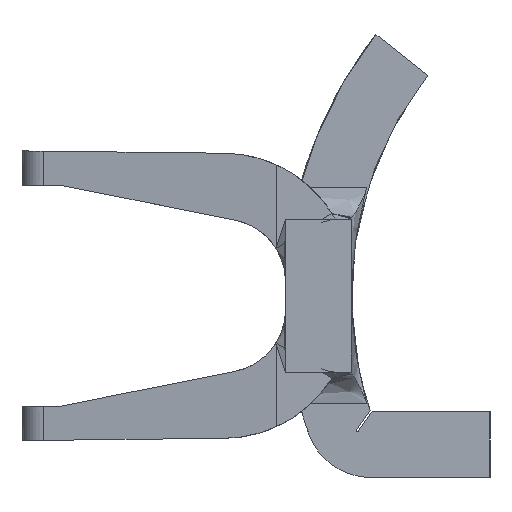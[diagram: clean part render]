
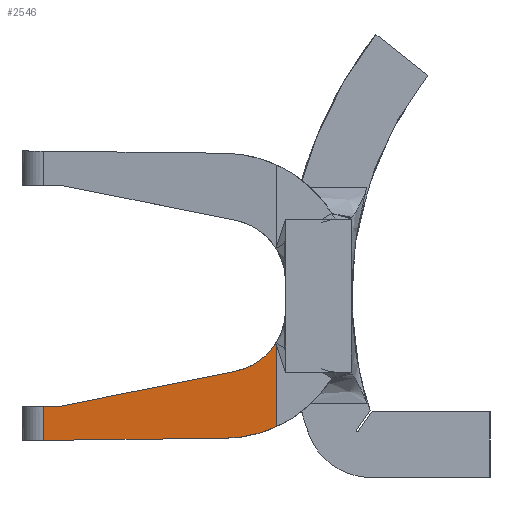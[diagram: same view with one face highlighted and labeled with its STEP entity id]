
A CAD part, left-side view. The second image highlights one B-rep face of the part: STEP entity #2546.
In plain terms, the highlighted planar face has unit normal (-0.998, 0.067, -0.001).
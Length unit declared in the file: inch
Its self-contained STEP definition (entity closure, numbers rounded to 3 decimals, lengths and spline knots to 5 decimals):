
#25 = ORIENTED_EDGE ( 'NONE', *, *, #6944, .F. ) ;
#34 = EDGE_LOOP ( 'NONE', ( #4758, #511, #2361, #25, #5825, #2286, #1798 ) ) ;
#69 = VERTEX_POINT ( 'NONE', #3453 ) ;
#180 = LINE ( 'NONE', #3471, #4453 ) ;
#347 =( BOUNDED_CURVE ( )  B_SPLINE_CURVE ( 3, ( #2162, #5595, #441, #4497 ),
 .UNSPECIFIED., .F., .F. ) 
 B_SPLINE_CURVE_WITH_KNOTS ( ( 4, 4 ),
 ( 4.29048, 4.71239 ),
 .UNSPECIFIED. ) 
 CURVE ( )  GEOMETRIC_REPRESENTATION_ITEM ( )  RATIONAL_B_SPLINE_CURVE ( ( 1., 0.985, 0.985, 1. ) ) 
 REPRESENTATION_ITEM ( '' )  );
#441 = CARTESIAN_POINT ( 'NONE',  ( -1.31298, 0.40972, -0.12531 ) ) ;
#509 = DIRECTION ( 'NONE',  ( -0.066, -0.978, 0.196 ) ) ;
#511 = ORIENTED_EDGE ( 'NONE', *, *, #3848, .T. ) ;
#672 = DIRECTION ( 'NONE',  ( 0., 0.011, 1. ) ) ;
#678 = CARTESIAN_POINT ( 'NONE',  ( -1.31445, 0.38853, -0.05469 ) ) ;
#909 = CARTESIAN_POINT ( 'NONE',  ( -1.31259, 0.41617, -0.06642 ) ) ;
#973 = LINE ( 'NONE', #3846, #6896 ) ;
#1221 = DIRECTION ( 'NONE',  ( 0.998, -0.067, 0.001 ) ) ;
#1226 = CARTESIAN_POINT ( 'NONE',  ( -1.315, 0.38039, -0.0417 ) ) ;
#1460 = EDGE_CURVE ( 'NONE', #3593, #1996, #3993, .T. ) ;
#1650 = FACE_OUTER_BOUND ( 'NONE', #34, .T. ) ;
#1681 = CARTESIAN_POINT ( 'NONE',  ( -1.3024, 0.56819, -0.09694 ) ) ;
#1754 = EDGE_CURVE ( 'NONE', #2807, #6918, #5592, .T. ) ;
#1770 = VECTOR ( 'NONE', #2757, 39.37008 ) ;
#1798 = ORIENTED_EDGE ( 'NONE', *, *, #1754, .F. ) ;
#1865 = CARTESIAN_POINT ( 'NONE',  ( -1.3136, 0.40114, -0.06341 ) ) ;
#1912 = AXIS2_PLACEMENT_3D ( 'NONE', #3518, #1221, #5248 ) ;
#1996 = VERTEX_POINT ( 'NONE', #1226 ) ;
#2020 = CARTESIAN_POINT ( 'NONE',  ( -1.30234, 0.569, -0.09711 ) ) ;
#2162 = CARTESIAN_POINT ( 'NONE',  ( -1.315, 0.37957, -0.11506 ) ) ;
#2233 = CARTESIAN_POINT ( 'NONE',  ( -1.3119, 0.42573, -0.12549 ) ) ;
#2286 = ORIENTED_EDGE ( 'NONE', *, *, #3997, .F. ) ;
#2361 = ORIENTED_EDGE ( 'NONE', *, *, #5813, .T. ) ;
#2546 = ADVANCED_FACE ( 'NONE', ( #1650 ), #4667, .F. ) ;
#2551 = VECTOR ( 'NONE', #509, 39.37008 ) ;
#2757 = DIRECTION ( 'NONE',  ( -0.067, -0.998, 0.011 ) ) ;
#2807 = VERTEX_POINT ( 'NONE', #2020 ) ;
#2976 = VERTEX_POINT ( 'NONE', #2233 ) ;
#3102 = LINE ( 'NONE', #6753, #1770 ) ;
#3453 = CARTESIAN_POINT ( 'NONE',  ( -1.30125, 0.585, -0.12729 ) ) ;
#3471 = CARTESIAN_POINT ( 'NONE',  ( -1.3024, 0.56816, -0.0971 ) ) ;
#3518 = CARTESIAN_POINT ( 'NONE',  ( -1.3, 0.60479, -0.02751 ) ) ;
#3585 = CARTESIAN_POINT ( 'NONE',  ( -1.31259, 0.41617, -0.06642 ) ) ;
#3593 = VERTEX_POINT ( 'NONE', #4170 ) ;
#3678 = CARTESIAN_POINT ( 'NONE',  ( -1.30125, 0.58534, -0.09729 ) ) ;
#3846 = CARTESIAN_POINT ( 'NONE',  ( -1.30125, 0.58613, -0.0273 ) ) ;
#3848 = EDGE_CURVE ( 'NONE', #4493, #69, #973, .T. ) ;
#3993 = LINE ( 'NONE', #7005, #6837 ) ;
#3997 = EDGE_CURVE ( 'NONE', #6918, #1996, #5378, .T. ) ;
#4042 = DIRECTION ( 'NONE',  ( -0.067, -0.998, 0.011 ) ) ;
#4170 = CARTESIAN_POINT ( 'NONE',  ( -1.315, 0.37957, -0.11506 ) ) ;
#4453 = VECTOR ( 'NONE', #4042, 39.37008 ) ;
#4493 = VERTEX_POINT ( 'NONE', #3678 ) ;
#4497 = CARTESIAN_POINT ( 'NONE',  ( -1.3119, 0.42573, -0.12549 ) ) ;
#4667 = PLANE ( 'NONE',  #1912 ) ;
#4750 = CARTESIAN_POINT ( 'NONE',  ( -1.315, 0.38039, -0.0417 ) ) ;
#4758 = ORIENTED_EDGE ( 'NONE', *, *, #7431, .F. ) ;
#5248 = DIRECTION ( 'NONE',  ( 0.067, 0.998, 0. ) ) ;
#5378 =( BOUNDED_CURVE ( )  B_SPLINE_CURVE ( 3, ( #3585, #1865, #678, #4750 ),
 .UNSPECIFIED., .F., .F. ) 
 B_SPLINE_CURVE_WITH_KNOTS ( ( 4, 4 ),
 ( 1.75765, 2.57056 ),
 .UNSPECIFIED. ) 
 CURVE ( )  GEOMETRIC_REPRESENTATION_ITEM ( )  RATIONAL_B_SPLINE_CURVE ( ( 1., 0.946, 0.946, 1. ) ) 
 REPRESENTATION_ITEM ( '' )  );
#5592 = LINE ( 'NONE', #1681, #2551 ) ;
#5595 = CARTESIAN_POINT ( 'NONE',  ( -1.31402, 0.3941, -0.12178 ) ) ;
#5813 = EDGE_CURVE ( 'NONE', #69, #2976, #3102, .T. ) ;
#5825 = ORIENTED_EDGE ( 'NONE', *, *, #1460, .T. ) ;
#6129 = DIRECTION ( 'NONE',  ( 0., -0.011, -1. ) ) ;
#6753 = CARTESIAN_POINT ( 'NONE',  ( -1.3, 0.60366, -0.1275 ) ) ;
#6837 = VECTOR ( 'NONE', #672, 39.37008 ) ;
#6896 = VECTOR ( 'NONE', #6129, 39.37008 ) ;
#6918 = VERTEX_POINT ( 'NONE', #909 ) ;
#6944 = EDGE_CURVE ( 'NONE', #3593, #2976, #347, .T. ) ;
#7005 = CARTESIAN_POINT ( 'NONE',  ( -1.315, 0.38101, 0.01302 ) ) ;
#7431 = EDGE_CURVE ( 'NONE', #4493, #2807, #180, .T. ) ;
